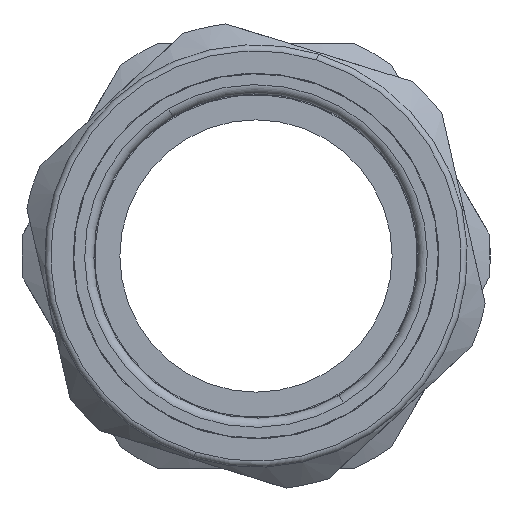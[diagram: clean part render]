
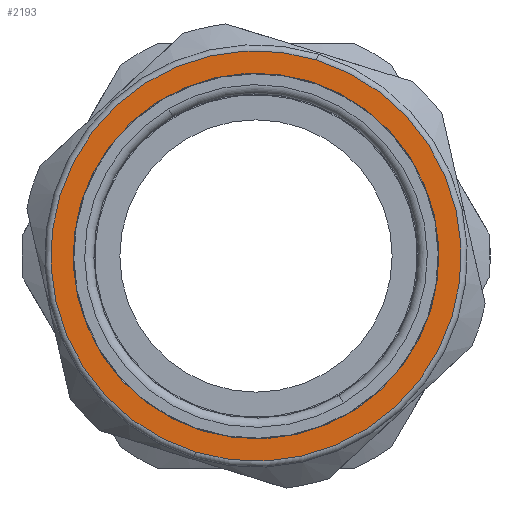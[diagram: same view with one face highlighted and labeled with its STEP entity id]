
A CAD part, left-side view. The second image highlights one B-rep face of the part: STEP entity #2193.
In plain terms, the highlighted planar face has unit normal (-1, 0, 0).
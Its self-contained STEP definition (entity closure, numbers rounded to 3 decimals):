
#83 = CARTESIAN_POINT ( 'NONE',  ( -48.993, 9.99, -32.29 ) ) ;
#160 = CARTESIAN_POINT ( 'NONE',  ( -48.993, 8.904, -28.779 ) ) ;
#221 = VERTEX_POINT ( 'NONE', #444 ) ;
#266 = AXIS2_PLACEMENT_3D ( 'NONE', #474, #2249, #2825 ) ;
#416 = CIRCLE ( 'NONE', #1381, 33.8 ) ;
#444 = CARTESIAN_POINT ( 'NONE',  ( -48.993, -8.904, 28.779 ) ) ;
#474 = CARTESIAN_POINT ( 'NONE',  ( -48.993, 0., 0. ) ) ;
#497 = VERTEX_POINT ( 'NONE', #83 ) ;
#577 = DIRECTION ( 'NONE',  ( 0., 0.296, -0.955 ) ) ;
#699 = EDGE_CURVE ( 'NONE', #497, #840, #416, .T. ) ;
#704 = EDGE_CURVE ( 'NONE', #840, #497, #2342, .T. ) ;
#840 = VERTEX_POINT ( 'NONE', #3758 ) ;
#879 = EDGE_LOOP ( 'NONE', ( #2350, #3698 ) ) ;
#887 = DIRECTION ( 'NONE',  ( 1., 0., 0. ) ) ;
#1035 = DIRECTION ( 'NONE',  ( -1., 0., 0. ) ) ;
#1060 = CIRCLE ( 'NONE', #2080, 30.125 ) ;
#1235 = DIRECTION ( 'NONE',  ( 1., 0., 0. ) ) ;
#1282 = CIRCLE ( 'NONE', #3722, 30.125 ) ;
#1304 = CARTESIAN_POINT ( 'NONE',  ( -48.993, 0., 0. ) ) ;
#1316 = EDGE_CURVE ( 'NONE', #221, #2626, #1060, .T. ) ;
#1381 = AXIS2_PLACEMENT_3D ( 'NONE', #1304, #1870, #2779 ) ;
#1427 = FACE_OUTER_BOUND ( 'NONE', #2910, .T. ) ;
#1635 = CARTESIAN_POINT ( 'NONE',  ( -48.993, 0., 0. ) ) ;
#1735 = FACE_BOUND ( 'NONE', #879, .T. ) ;
#1870 = DIRECTION ( 'NONE',  ( -1., 0., 0. ) ) ;
#1932 = PLANE ( 'NONE',  #266 ) ;
#2078 = CARTESIAN_POINT ( 'NONE',  ( -48.993, 0., 0. ) ) ;
#2080 = AXIS2_PLACEMENT_3D ( 'NONE', #2078, #1235, #3534 ) ;
#2193 = ADVANCED_FACE ( 'NONE', ( #1735, #1427 ), #1932, .F. ) ;
#2249 = DIRECTION ( 'NONE',  ( 1., 0., 0. ) ) ;
#2300 = AXIS2_PLACEMENT_3D ( 'NONE', #1635, #1035, #2822 ) ;
#2342 = CIRCLE ( 'NONE', #2300, 33.8 ) ;
#2350 = ORIENTED_EDGE ( 'NONE', *, *, #1316, .T. ) ;
#2626 = VERTEX_POINT ( 'NONE', #160 ) ;
#2734 = EDGE_CURVE ( 'NONE', #2626, #221, #1282, .T. ) ;
#2779 = DIRECTION ( 'NONE',  ( 0., 0.296, -0.955 ) ) ;
#2806 = ORIENTED_EDGE ( 'NONE', *, *, #704, .T. ) ;
#2822 = DIRECTION ( 'NONE',  ( 0., 0.296, -0.955 ) ) ;
#2825 = DIRECTION ( 'NONE',  ( 0., 0.296, -0.955 ) ) ;
#2893 = CARTESIAN_POINT ( 'NONE',  ( -48.993, 0., 0. ) ) ;
#2910 = EDGE_LOOP ( 'NONE', ( #3028, #2806 ) ) ;
#3028 = ORIENTED_EDGE ( 'NONE', *, *, #699, .T. ) ;
#3534 = DIRECTION ( 'NONE',  ( 0., 0.296, -0.955 ) ) ;
#3698 = ORIENTED_EDGE ( 'NONE', *, *, #2734, .T. ) ;
#3722 = AXIS2_PLACEMENT_3D ( 'NONE', #2893, #887, #577 ) ;
#3758 = CARTESIAN_POINT ( 'NONE',  ( -48.993, -9.99, 32.29 ) ) ;
